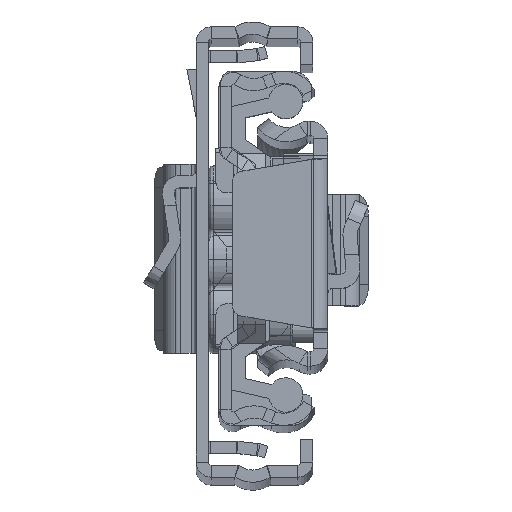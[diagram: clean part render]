
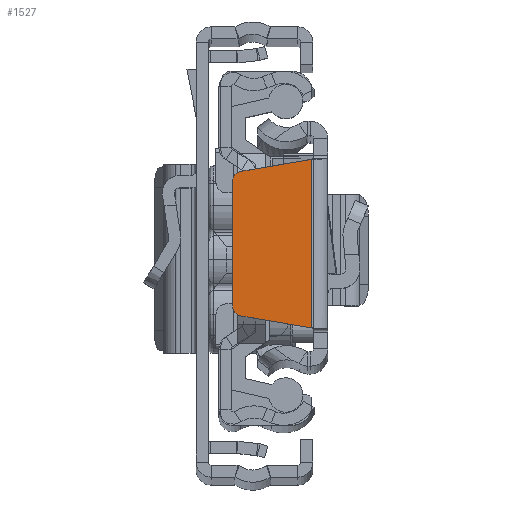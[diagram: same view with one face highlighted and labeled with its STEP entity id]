
A CAD part, top view. The second image highlights one B-rep face of the part: STEP entity #1527.
In plain terms, the highlighted planar face has unit normal (0, 0, 1).
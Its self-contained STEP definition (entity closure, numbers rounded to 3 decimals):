
#706 = CARTESIAN_POINT ( 'NONE',  ( -8.568, 7.142, 0. ) ) ;
#1197 = AXIS2_PLACEMENT_3D ( 'NONE', #19758, #3378, #6961 ) ;
#1457 = LINE ( 'NONE', #20783, #19577 ) ;
#1527 = ADVANCED_FACE ( 'NONE', ( #9617 ), #8000, .F. ) ;
#1764 = CARTESIAN_POINT ( 'NONE',  ( -1.6, 8.333, 0. ) ) ;
#2723 = VECTOR ( 'NONE', #14221, 1000. ) ;
#2916 = DIRECTION ( 'NONE',  ( -0.986, 0.168, 0. ) ) ;
#3037 = ORIENTED_EDGE ( 'NONE', *, *, #12433, .F. ) ;
#3378 = DIRECTION ( 'NONE',  ( 0., 0., -1. ) ) ;
#4082 = ORIENTED_EDGE ( 'NONE', *, *, #13196, .F. ) ;
#4152 = VECTOR ( 'NONE', #2916, 1000. ) ;
#4492 = ORIENTED_EDGE ( 'NONE', *, *, #19382, .F. ) ;
#4649 = LINE ( 'NONE', #11271, #7961 ) ;
#4742 = EDGE_LOOP ( 'NONE', ( #10732, #19723, #4492, #3037, #7263, #4082 ) ) ;
#5075 = VERTEX_POINT ( 'NONE', #20946 ) ;
#5280 = DIRECTION ( 'NONE',  ( -1., 0., 0. ) ) ;
#5423 = EDGE_CURVE ( 'NONE', #11088, #10616, #7594, .T. ) ;
#6557 = EDGE_CURVE ( 'NONE', #10616, #11476, #4649, .T. ) ;
#6815 = DIRECTION ( 'NONE',  ( -1., 0., 0. ) ) ;
#6961 = DIRECTION ( 'NONE',  ( -1., 0., 0. ) ) ;
#7132 = DIRECTION ( 'NONE',  ( 0., 0., -1. ) ) ;
#7263 = ORIENTED_EDGE ( 'NONE', *, *, #18624, .F. ) ;
#7274 = AXIS2_PLACEMENT_3D ( 'NONE', #13868, #7132, #6815 ) ;
#7594 = LINE ( 'NONE', #17572, #2723 ) ;
#7703 = LINE ( 'NONE', #14331, #4152 ) ;
#7961 = VECTOR ( 'NONE', #9743, 1000. ) ;
#8000 = PLANE ( 'NONE',  #7274 ) ;
#9451 = CARTESIAN_POINT ( 'NONE',  ( -8.568, -7.142, 0. ) ) ;
#9617 = FACE_OUTER_BOUND ( 'NONE', #4742, .T. ) ;
#9743 = DIRECTION ( 'NONE',  ( 0., -1., 0. ) ) ;
#10263 = CARTESIAN_POINT ( 'NONE',  ( -8.4, -6.156, 0. ) ) ;
#10487 = VERTEX_POINT ( 'NONE', #9451 ) ;
#10616 = VERTEX_POINT ( 'NONE', #1764 ) ;
#10732 = ORIENTED_EDGE ( 'NONE', *, *, #6557, .F. ) ;
#11088 = VERTEX_POINT ( 'NONE', #706 ) ;
#11271 = CARTESIAN_POINT ( 'NONE',  ( -1.6, -8.333, 0. ) ) ;
#11476 = VERTEX_POINT ( 'NONE', #21305 ) ;
#12354 = VERTEX_POINT ( 'NONE', #20891 ) ;
#12433 = EDGE_CURVE ( 'NONE', #5075, #12354, #1457, .T. ) ;
#13087 = DIRECTION ( 'NONE',  ( 0., 1., 0. ) ) ;
#13196 = EDGE_CURVE ( 'NONE', #11476, #10487, #7703, .T. ) ;
#13868 = CARTESIAN_POINT ( 'NONE',  ( -8.4, 6.156, 0. ) ) ;
#14015 = AXIS2_PLACEMENT_3D ( 'NONE', #10263, #20243, #5280 ) ;
#14221 = DIRECTION ( 'NONE',  ( 0.986, 0.168, 0. ) ) ;
#14331 = CARTESIAN_POINT ( 'NONE',  ( -8.568, -7.142, 0. ) ) ;
#17572 = CARTESIAN_POINT ( 'NONE',  ( -1.5, 8.35, 0. ) ) ;
#18624 = EDGE_CURVE ( 'NONE', #10487, #5075, #19535, .T. ) ;
#19382 = EDGE_CURVE ( 'NONE', #12354, #11088, #19904, .T. ) ;
#19535 = CIRCLE ( 'NONE', #14015, 1. ) ;
#19577 = VECTOR ( 'NONE', #13087, 1000. ) ;
#19723 = ORIENTED_EDGE ( 'NONE', *, *, #5423, .F. ) ;
#19758 = CARTESIAN_POINT ( 'NONE',  ( -8.4, 6.156, 0. ) ) ;
#19904 = CIRCLE ( 'NONE', #1197, 1. ) ;
#20243 = DIRECTION ( 'NONE',  ( 0., 0., -1. ) ) ;
#20783 = CARTESIAN_POINT ( 'NONE',  ( -9.4, 6.156, 0. ) ) ;
#20891 = CARTESIAN_POINT ( 'NONE',  ( -9.4, 6.156, 0. ) ) ;
#20946 = CARTESIAN_POINT ( 'NONE',  ( -9.4, -6.156, 0. ) ) ;
#21305 = CARTESIAN_POINT ( 'NONE',  ( -1.6, -8.333, 0. ) ) ;
